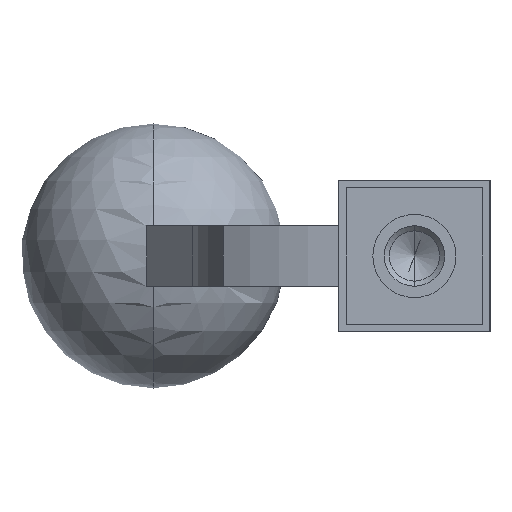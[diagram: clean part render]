
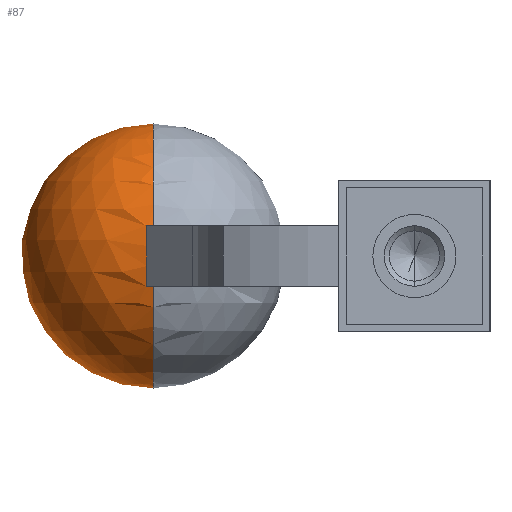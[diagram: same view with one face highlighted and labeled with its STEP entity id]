
A CAD part, left-side view. The second image highlights one B-rep face of the part: STEP entity #87.
In plain terms, the highlighted spherical face has radius 17.5 mm.
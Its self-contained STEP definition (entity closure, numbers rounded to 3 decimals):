
#87 = ADVANCED_FACE( '', ( #158 ), #159, .T. );
#158 = FACE_OUTER_BOUND( '', #286, .T. );
#159 = SPHERICAL_SURFACE( '', #287, 17.5 );
#286 = EDGE_LOOP( '', ( #472, #473, #474, #475, #476, #477 ) );
#287 = AXIS2_PLACEMENT_3D( '', #478, #479, #480 );
#472 = ORIENTED_EDGE( '', *, *, #887, .F. );
#473 = ORIENTED_EDGE( '', *, *, #888, .F. );
#474 = ORIENTED_EDGE( '', *, *, #889, .F. );
#475 = ORIENTED_EDGE( '', *, *, #890, .F. );
#476 = ORIENTED_EDGE( '', *, *, #891, .F. );
#477 = ORIENTED_EDGE( '', *, *, #892, .F. );
#478 = CARTESIAN_POINT( '', ( 53.553, 34.556, 0. ) );
#479 = DIRECTION( '', ( 0., 0., 1. ) );
#480 = DIRECTION( '', ( 1., 0., 0. ) );
#887 = EDGE_CURVE( '', #1065, #1066, #1067, .T. );
#888 = EDGE_CURVE( '', #1068, #1065, #1069, .T. );
#889 = EDGE_CURVE( '', #1070, #1068, #1071, .T. );
#890 = EDGE_CURVE( '', #1072, #1070, #1073, .T. );
#891 = EDGE_CURVE( '', #1074, #1072, #1075, .T. );
#892 = EDGE_CURVE( '', #1066, #1074, #1076, .T. );
#1065 = VERTEX_POINT( '', #1321 );
#1066 = VERTEX_POINT( '', #1322 );
#1067 = CIRCLE( '', #1323, 17.5 );
#1068 = VERTEX_POINT( '', #1324 );
#1069 = CIRCLE( '', #1325, 17.037 );
#1070 = VERTEX_POINT( '', #1326 );
#1071 = CIRCLE( '', #1327, 17.064 );
#1072 = VERTEX_POINT( '', #1328 );
#1073 = CIRCLE( '', #1329, 17.037 );
#1074 = VERTEX_POINT( '', #1330 );
#1075 = CIRCLE( '', #1331, 17.5 );
#1076 = CIRCLE( '', #1332, 17.5 );
#1321 = CARTESIAN_POINT( '', ( 36.516, 34.556, -4. ) );
#1322 = CARTESIAN_POINT( '', ( 53.553, 34.556, -17.5 ) );
#1323 = AXIS2_PLACEMENT_3D( '', #1618, #1619, #1620 );
#1324 = CARTESIAN_POINT( '', ( 36.542, 35.498, -4. ) );
#1325 = AXIS2_PLACEMENT_3D( '', #1621, #1622, #1623 );
#1326 = CARTESIAN_POINT( '', ( 36.542, 35.498, 4. ) );
#1327 = AXIS2_PLACEMENT_3D( '', #1624, #1625, #1626 );
#1328 = CARTESIAN_POINT( '', ( 36.516, 34.556, 4. ) );
#1329 = AXIS2_PLACEMENT_3D( '', #1627, #1628, #1629 );
#1330 = CARTESIAN_POINT( '', ( 53.553, 34.556, 17.5 ) );
#1331 = AXIS2_PLACEMENT_3D( '', #1630, #1631, #1632 );
#1332 = AXIS2_PLACEMENT_3D( '', #1633, #1634, #1635 );
#1618 = CARTESIAN_POINT( '', ( 53.553, 34.556, 0. ) );
#1619 = DIRECTION( '', ( 0., -1., 0. ) );
#1620 = DIRECTION( '', ( 0., 0., 1. ) );
#1621 = CARTESIAN_POINT( '', ( 53.553, 34.556, -4. ) );
#1622 = DIRECTION( '', ( 0., 0., 1. ) );
#1623 = DIRECTION( '', ( 0., -1., 0. ) );
#1624 = CARTESIAN_POINT( '', ( 52.879, 38.378, 0. ) );
#1625 = DIRECTION( '', ( 0.174, -0.985, 0. ) );
#1626 = DIRECTION( '', ( 0., 0., -1. ) );
#1627 = CARTESIAN_POINT( '', ( 53.553, 34.556, 4. ) );
#1628 = DIRECTION( '', ( 0., 0., -1. ) );
#1629 = DIRECTION( '', ( 0., 1., 0. ) );
#1630 = CARTESIAN_POINT( '', ( 53.553, 34.556, 0. ) );
#1631 = DIRECTION( '', ( 0., -1., 0. ) );
#1632 = DIRECTION( '', ( 0., 0., 1. ) );
#1633 = CARTESIAN_POINT( '', ( 53.553, 34.556, 0. ) );
#1634 = DIRECTION( '', ( 0., -1., 0. ) );
#1635 = DIRECTION( '', ( 0., 0., 1. ) );
